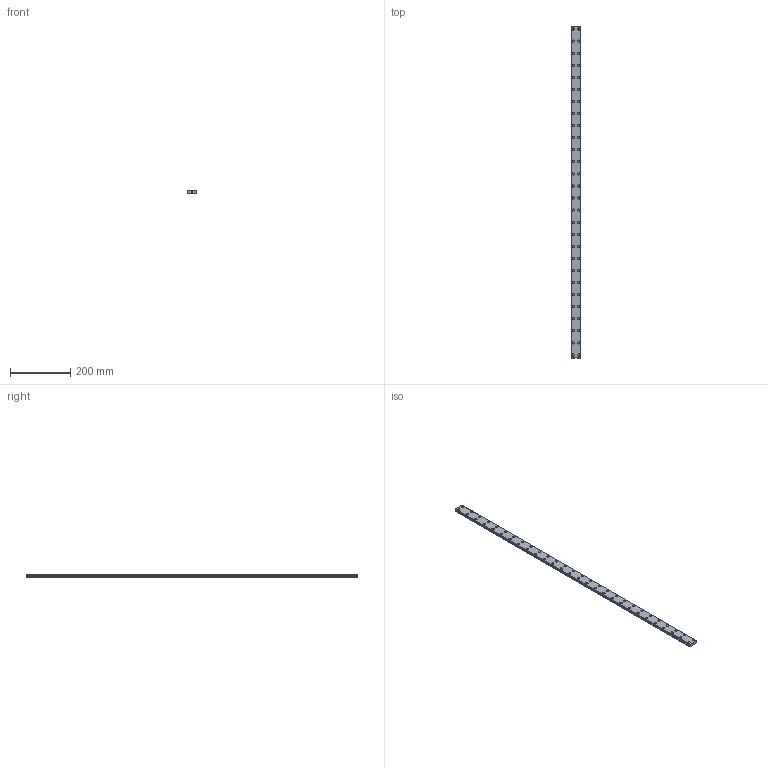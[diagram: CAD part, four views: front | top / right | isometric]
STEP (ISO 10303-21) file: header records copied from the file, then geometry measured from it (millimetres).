
FILE_DESCRIPTION(('STEP AP214'),'1');
FILE_NAME('cctmp_5AD4B75B-135F-4321-B3DC-D42B07ACB038_2021_02_25_13_40_56_0789..stp','2021-02-25T12:40:57',('HIWIN GmbH'),('CADClick - www.CADClick.com'),'Spatial InterOp 3D',' ','unknown authorization');
FILE_SCHEMA(('AUTOMOTIVE_DESIGN'));
Length unit declared in the file: millimetre
Products named in the file (1): WER17R1100H_FILE
Bounding box: 33 x 1100 x 9.3 mm (x, y, z)
Volume: 303558.4 mm3; surface area: 108112.6 mm2
Topology: 1 solids, 1 shells, 607 faces, 1299 edges, 866 vertices
Faces by surface type: cylinder 354, plane 253
Entity records: 21621 total; most frequent: DIRECTION 3223, CARTESIAN_POINT 2773, ORIENTED_EDGE 2598, AXIS2_PLACEMENT_3D 1316, EDGE_CURVE 1299, VERTEX_POINT 866, EDGE_LOOP 779, CIRCLE 708
